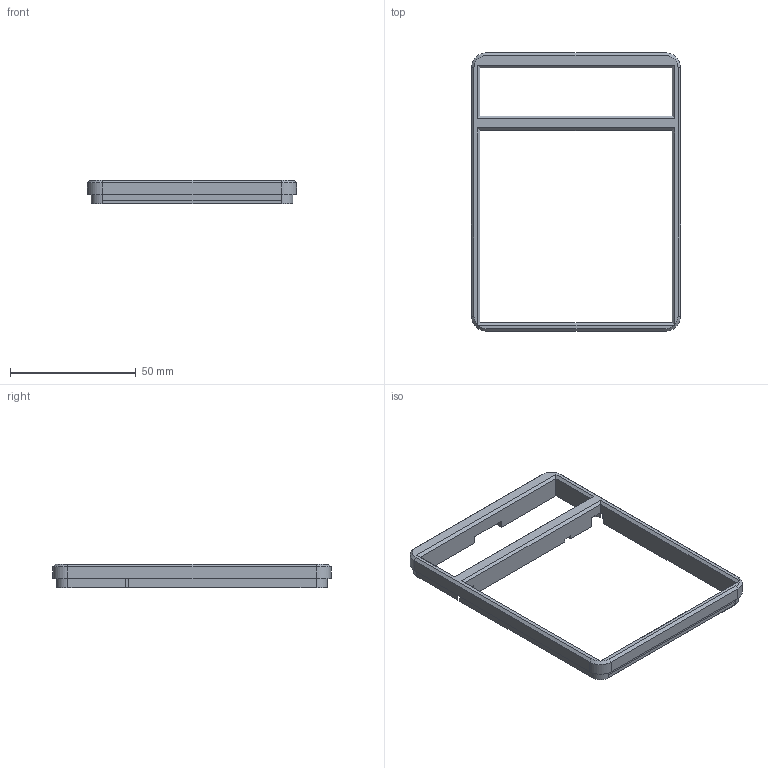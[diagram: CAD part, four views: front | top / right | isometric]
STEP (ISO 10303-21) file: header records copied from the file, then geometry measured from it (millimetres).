
FILE_DESCRIPTION(/* description */ ('STEP AP242','CAx-IF Rec.Pracs.---Representation and Presentation of Product Manufacturing Information (PMI)---4.0---2014-10-13','CAx-IF Rec.Pracs.---3D Tessellated Geometry---0.4---2014-09-14','2;1'),/* implementation_level */ '2;1');
FILE_NAME(/* name */ '68697d27e4c23b223902f1a0',/* time_stamp */ '2025-07-05T19:29:43Z',/* author */ (''),/* organization */ (''),/* preprocessor_version */ 'ST-DEVELOPER v20',/* originating_system */ 'ONSHAPE BY PTC INC, 1.200',/* authorisation */ ' ');
FILE_SCHEMA (('AP242_MANAGED_MODEL_BASED_3D_ENGINEERING_MIM_LF { 1 0 10303 442 1 1 4 }'));
Length unit declared in the file: metre
Products named in the file (1): Part 3
Bounding box: 83.15 x 110.65 x 9.4 mm (x, y, z)
Volume: 14501 mm3; surface area: 11608.6 mm2
Topology: 1 solids, 1 shells, 65 faces, 176 edges, 112 vertices
Faces by surface type: plane 50, cylinder 11, cone 4
Entity records: 2048 total; most frequent: CARTESIAN_POINT 366, ORIENTED_EDGE 352, DIRECTION 336, EDGE_CURVE 176, LINE 140, VECTOR 140, VERTEX_POINT 112, AXIS2_PLACEMENT_3D 98
